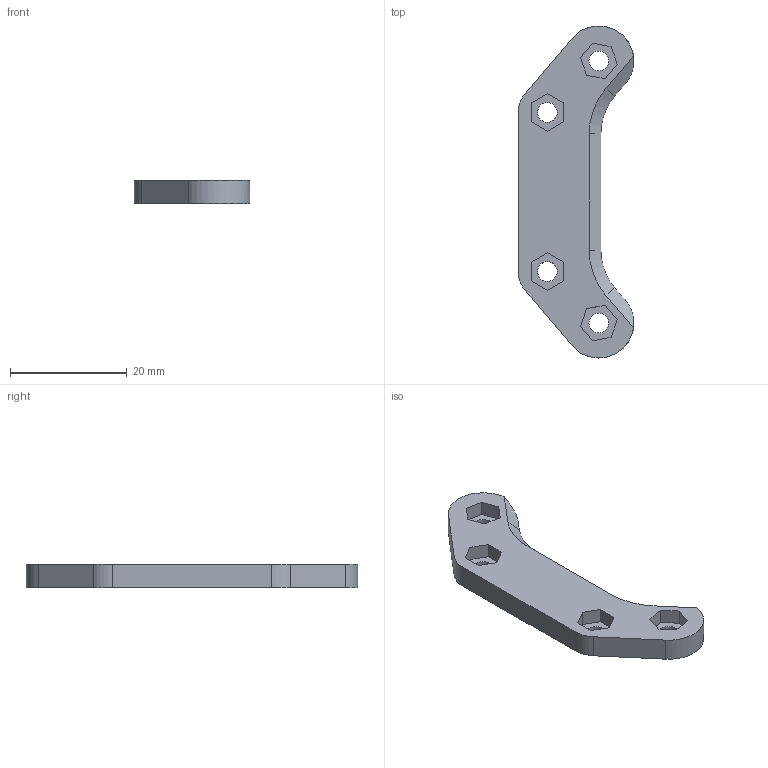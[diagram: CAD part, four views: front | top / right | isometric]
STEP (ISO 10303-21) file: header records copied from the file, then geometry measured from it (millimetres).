
FILE_DESCRIPTION(('STEP AP242'), '1');
FILE_NAME('Êðûøêà ðàñïðåä', '', ('UNSPECIFIED'), ('UNSPECIFIED'), 'C3D Converter', 'C3D Toolkit', '');
FILE_SCHEMA(('AP242_MANAGED_MODEL_BASED_3D_ENGINEERING_MIM_LF { 1 0 10303 442 1 1 4 }'));
Length unit declared in the file: millimetre
Products named in the file (3): -02
Assembly tree (3 placements, depth 3):
  (unnamed)
    -02  x2
      (unnamed)
Bounding box: 19.84 x 57 x 4 mm (x, y, z)
Volume: 2693.3 mm3; surface area: 2238.4 mm2
Topology: 1 solids, 1 shells, 51 faces, 131 edges, 86 vertices
Faces by surface type: plane 39, cylinder 10, cone 2
Full cylindrical faces by diameter (mm): 3.4 x4
Entity records: 1706 total; most frequent: CARTESIAN_POINT 274, DIRECTION 257, ORIENTED_EDGE 254, EDGE_CURVE 127, LINE 103, VECTOR 103, VERTEX_POINT 86, AXIS2_PLACEMENT_3D 77
